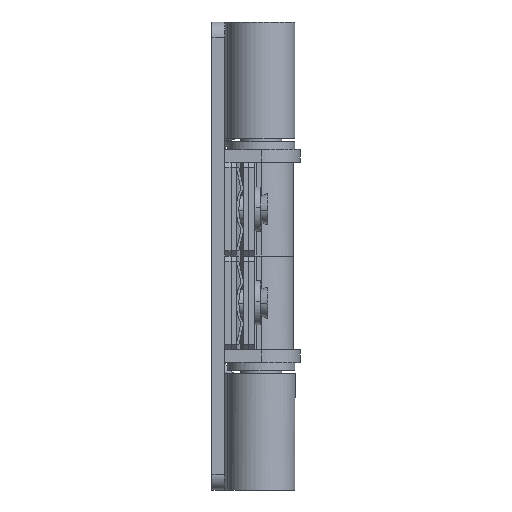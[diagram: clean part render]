
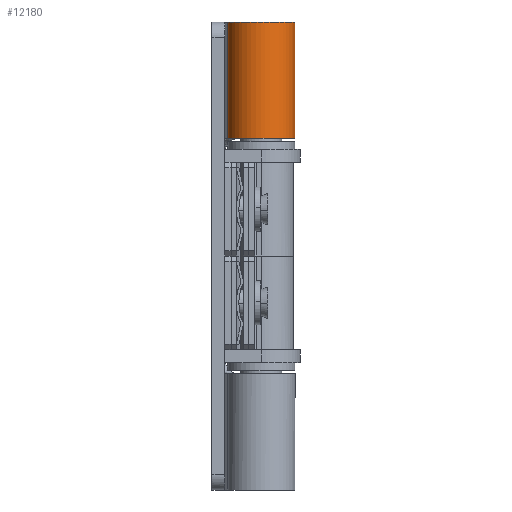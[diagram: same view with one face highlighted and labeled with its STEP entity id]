
A CAD part, left-side view. The second image highlights one B-rep face of the part: STEP entity #12180.
In plain terms, the highlighted free-form (B-spline) face has degree [1, 2] with [2, 5] control points.
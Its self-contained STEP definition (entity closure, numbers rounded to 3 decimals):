
#11559=CARTESIAN_POINT('',(1.682,-6.279,67.65));
#11560=VERTEX_POINT('',#11559);
#11574=CARTESIAN_POINT('',(0.,6.5,67.65));
#11575=VERTEX_POINT('',#11574);
#11576=CARTESIAN_POINT('',(1.682,-6.279,67.65));
#11577=CARTESIAN_POINT('',(1.209,-6.405,67.65));
#11578=CARTESIAN_POINT('',(0.235,-6.551,67.65));
#11579=CARTESIAN_POINT('',(-1.124,-6.446,67.65));
#11580=CARTESIAN_POINT('',(-2.403,-6.083,67.65));
#11581=CARTESIAN_POINT('',(-3.514,-5.52,67.65));
#11582=CARTESIAN_POINT('',(-4.49,-4.748,67.65));
#11583=CARTESIAN_POINT('',(-5.331,-3.794,67.65));
#11584=CARTESIAN_POINT('',(-5.911,-2.789,67.65));
#11585=CARTESIAN_POINT('',(-6.29,-1.729,67.65));
#11586=CARTESIAN_POINT('',(-6.528,-0.539,67.65));
#11587=CARTESIAN_POINT('',(-6.51,0.652,67.65));
#11588=CARTESIAN_POINT('',(-6.259,1.838,67.65));
#11589=CARTESIAN_POINT('',(-5.948,2.678,67.65));
#11590=CARTESIAN_POINT('',(-5.45,3.59,67.65));
#11591=CARTESIAN_POINT('',(-4.834,4.394,67.65));
#11592=CARTESIAN_POINT('',(-3.942,5.216,67.65));
#11593=CARTESIAN_POINT('',(-2.787,5.938,67.65));
#11594=CARTESIAN_POINT('',(-1.411,6.402,67.65));
#11595=CARTESIAN_POINT('',(-0.432,6.5,67.65));
#11596=CARTESIAN_POINT('',(0.,6.5,67.65));
#11597=B_SPLINE_CURVE_WITH_KNOTS('',3,(#11576,#11577,#11578,#11579,#11580,#11581,#11582,#11583,#11584,#11585,#11586,#11587,#11588,#11589,#11590,#11591,#11592,#11593,#11594,#11595,#11596),.UNSPECIFIED.,.F.,.U.,(4,1,1,1,1,1,1,1,1,1,1,1,1,1,1,1,1,1,4),(0.,1.469,2.938,4.062,5.444,6.654,7.777,9.246,10.111,11.148,12.876,13.654,14.777,15.555,16.764,17.801,19.184,20.826,22.122),.UNSPECIFIED.);
#11598=EDGE_CURVE('',#11560,#11575,#11597,.T.);
#12102=CARTESIAN_POINT('',(1.682,-6.279,90.0));
#12103=VERTEX_POINT('',#12102);
#12117=CARTESIAN_POINT('',(1.682,-6.279,90.0));
#12118=CARTESIAN_POINT('',(1.682,-6.279,67.65));
#12119=QUASI_UNIFORM_CURVE('',1,(#12117,#12118),.UNSPECIFIED.,.F.,.U.);
#12120=EDGE_CURVE('',#12103,#11560,#12119,.T.);
#12125=CARTESIAN_POINT('',(0.17,6.498,90.559));
#12126=CARTESIAN_POINT('',(0.17,6.498,67.077));
#12127=CARTESIAN_POINT('',(-7.505,6.699,90.559));
#12128=CARTESIAN_POINT('',(-7.505,6.699,67.077));
#12129=CARTESIAN_POINT('',(-6.437,-0.905,90.559));
#12130=CARTESIAN_POINT('',(-6.437,-0.905,67.077));
#12131=CARTESIAN_POINT('',(-5.368,-8.508,90.559));
#12132=CARTESIAN_POINT('',(-5.368,-8.508,67.077));
#12133=CARTESIAN_POINT('',(1.955,-6.199,90.559));
#12134=CARTESIAN_POINT('',(1.955,-6.199,67.077));
#12142=(BOUNDED_SURFACE()B_SPLINE_SURFACE(1,2,((#12125,#12127,#12129,#12131,#12133),(#12126,#12128,#12130,#12132,#12134)),.UNSPECIFIED.,.F.,.F.,.U.)B_SPLINE_SURFACE_WITH_KNOTS((2,2),(3,2,3),(0.0,23.481),(0.0,12.055,24.11),.UNSPECIFIED.)GEOMETRIC_REPRESENTATION_ITEM()RATIONAL_B_SPLINE_SURFACE(((1.0,0.646,1.0,0.646,1.0),(1.0,0.646,1.0,0.646,1.0)))REPRESENTATION_ITEM('')SURFACE());
#12143=CARTESIAN_POINT('',(0.,6.5,90.0));
#12144=VERTEX_POINT('',#12143);
#12145=CARTESIAN_POINT('',(0.,6.5,90.0));
#12146=CARTESIAN_POINT('',(0.,6.5,67.65));
#12147=QUASI_UNIFORM_CURVE('',1,(#12145,#12146),.UNSPECIFIED.,.F.,.U.);
#12148=EDGE_CURVE('',#12144,#11575,#12147,.T.);
#12149=ORIENTED_EDGE('',*,*,#12148,.T.);
#12150=ORIENTED_EDGE('',*,*,#11598,.F.);
#12151=ORIENTED_EDGE('',*,*,#12120,.F.);
#12152=CARTESIAN_POINT('',(1.682,-6.279,90.0));
#12153=CARTESIAN_POINT('',(1.265,-6.39,90.));
#12154=CARTESIAN_POINT('',(0.522,-6.512,90.));
#12155=CARTESIAN_POINT('',(-0.662,-6.499,90.));
#12156=CARTESIAN_POINT('',(-1.772,-6.293,90.));
#12157=CARTESIAN_POINT('',(-2.904,-5.854,90.));
#12158=CARTESIAN_POINT('',(-3.793,-5.311,90.));
#12159=CARTESIAN_POINT('',(-4.586,-4.64,90.));
#12160=CARTESIAN_POINT('',(-5.331,-3.794,90.));
#12161=CARTESIAN_POINT('',(-5.911,-2.789,90.));
#12162=CARTESIAN_POINT('',(-6.29,-1.729,90.));
#12163=CARTESIAN_POINT('',(-6.494,-0.709,90.));
#12164=CARTESIAN_POINT('',(-6.52,0.361,90.));
#12165=CARTESIAN_POINT('',(-6.357,1.505,90.));
#12166=CARTESIAN_POINT('',(-6.026,2.523,90.));
#12167=CARTESIAN_POINT('',(-5.539,3.442,90.));
#12168=CARTESIAN_POINT('',(-4.98,4.213,90.));
#12169=CARTESIAN_POINT('',(-4.375,4.834,90.));
#12170=CARTESIAN_POINT('',(-3.648,5.403,90.));
#12171=CARTESIAN_POINT('',(-2.677,5.975,90.));
#12172=CARTESIAN_POINT('',(-1.411,6.402,90.));
#12173=CARTESIAN_POINT('',(-0.432,6.5,90.));
#12174=CARTESIAN_POINT('',(0.,6.5,90.0));
#12175=B_SPLINE_CURVE_WITH_KNOTS('',3,(#12152,#12153,#12154,#12155,#12156,#12157,#12158,#12159,#12160,#12161,#12162,#12163,#12164,#12165,#12166,#12167,#12168,#12169,#12170,#12171,#12172,#12173,#12174),.UNSPECIFIED.,.F.,.U.,(4,1,1,1,1,1,1,1,1,1,1,1,1,1,1,1,1,1,1,1,4),(0.,1.296,2.247,3.543,4.666,5.876,6.654,7.777,9.246,10.111,11.148,12.357,13.308,14.604,15.555,16.419,17.456,18.147,19.184,20.826,22.122),.UNSPECIFIED.);
#12176=EDGE_CURVE('',#12103,#12144,#12175,.T.);
#12177=ORIENTED_EDGE('',*,*,#12176,.T.);
#12178=EDGE_LOOP('',(#12149,#12150,#12151,#12177));
#12179=FACE_OUTER_BOUND('',#12178,.T.);
#12180=ADVANCED_FACE('',(#12179),#12142,.T.);
